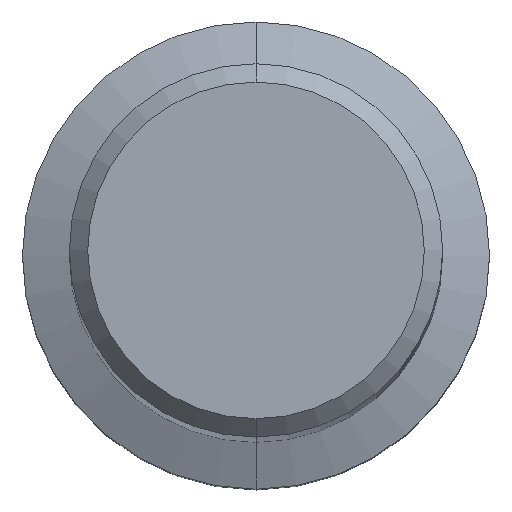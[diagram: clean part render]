
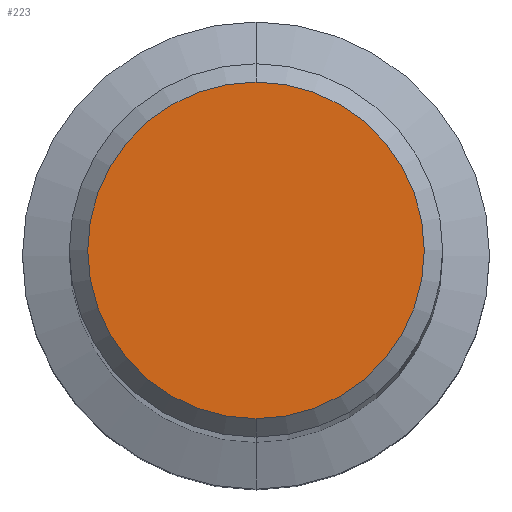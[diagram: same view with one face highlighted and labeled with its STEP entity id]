
A CAD part, top view. The second image highlights one B-rep face of the part: STEP entity #223.
In plain terms, the highlighted planar face has unit normal (0, 0, 1).
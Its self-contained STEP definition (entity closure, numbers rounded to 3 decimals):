
#155=VERTEX_POINT('',#359);
#223=ADVANCED_FACE('',(#436),#437,.T.);
#257=EDGE_CURVE('',#155,#275,#475,.T.);
#275=VERTEX_POINT('',#493);
#287=EDGE_CURVE('',#275,#155,#510,.T.);
#359=CARTESIAN_POINT('',(0.,-9.15,0.0));
#436=FACE_OUTER_BOUND('',#687,.T.);
#437=PLANE('',#688);
#475=CIRCLE('',#737,9.15);
#493=CARTESIAN_POINT('',(0.0,9.15,0.0));
#510=CIRCLE('',#781,9.15);
#687=EDGE_LOOP('',(#951,#952));
#688=AXIS2_PLACEMENT_3D('',#953,#954,#955);
#737=AXIS2_PLACEMENT_3D('',#1006,#1007,#1008);
#781=AXIS2_PLACEMENT_3D('',#1055,#1056,#1057);
#951=ORIENTED_EDGE('',*,*,#287,.F.);
#952=ORIENTED_EDGE('',*,*,#257,.F.);
#953=CARTESIAN_POINT('',(0.0,4.575,0.0));
#954=DIRECTION('',(-0.0,0.0,1.0));
#955=DIRECTION('',(0.0,-1.0,0.0));
#1006=CARTESIAN_POINT('',(0.0,0.0,0.0));
#1007=DIRECTION('',(0.0,0.0,-1.0));
#1008=DIRECTION('',(0.0,1.0,0.0));
#1055=CARTESIAN_POINT('',(0.0,0.0,0.0));
#1056=DIRECTION('',(0.0,0.0,-1.0));
#1057=DIRECTION('',(0.0,1.0,0.0));
